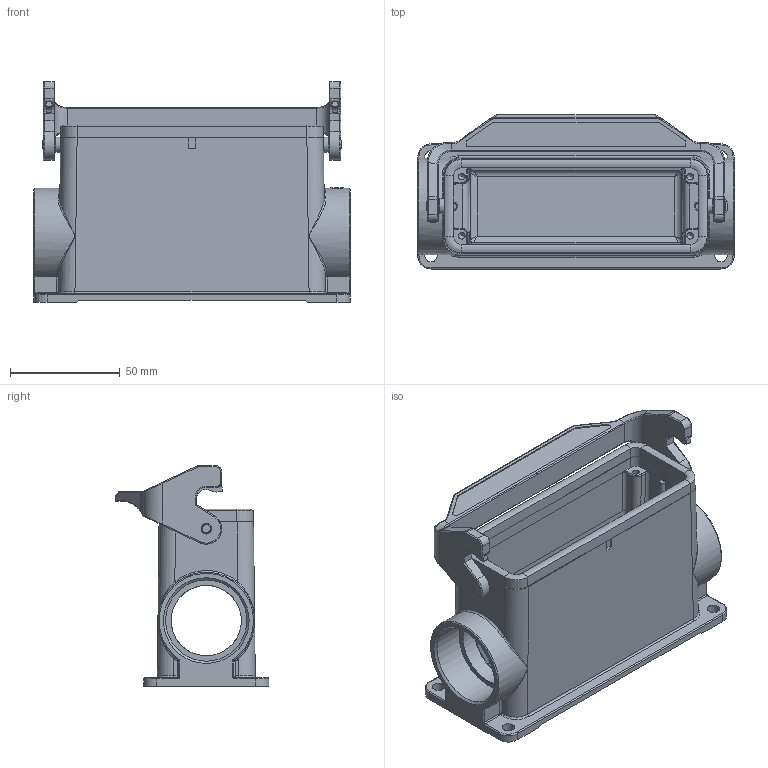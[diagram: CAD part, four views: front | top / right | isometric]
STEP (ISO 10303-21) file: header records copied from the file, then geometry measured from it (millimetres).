
FILE_DESCRIPTION(/* description */ (''),/* implementation_level */ '2;1');
FILE_NAME(/* name */ '100595553ugm000_b.stp',/* time_stamp */ '2018-03-06T15:52:08+01:00',/* author */ (''),/* organization */ (''),/* preprocessor_version */ 'ST-DEVELOPER v16',/* originating_system */ 'SIEMENS PLM Software NX 10.0',/* authorisation */ '');
FILE_SCHEMA (('AUTOMOTIVE_DESIGN { 1 0 10303 214 3 1 1 1 }'));
Length unit declared in the file: millimetre
Products named in the file (1): 100595553ugm000_b
Bounding box: 144 x 70 x 100.6 mm (x, y, z)
Volume: 169157.8 mm3; surface area: 79374.7 mm2
Topology: 2 solids, 2 shells, 630 faces, 2290 edges, 2376 vertices
Faces by surface type: plane 289, cylinder 203, bspline 96, torus 26, cone 14, extrusion 2
Full cylindrical faces by diameter (mm): 0.66 x1, 0.78 x1, 2.95 x2, 3 x4, 4 x2, 4.8 x2, 5.6 x4, 7 x2, 32 x2, 37 x2
Entity records: 30684 total; most frequent: CARTESIAN_POINT 9527, DIRECTION 3200, ORIENTED_EDGE 3042, EDGE_CURVE 1521, AXIS2_PLACEMENT_3D 1121, PRESENTATION_STYLE_ASSIGNMENT 1057, VERTEX_POINT 970, VECTOR 958
